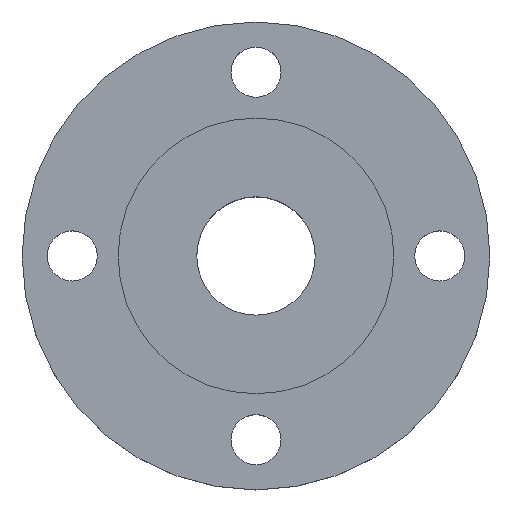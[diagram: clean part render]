
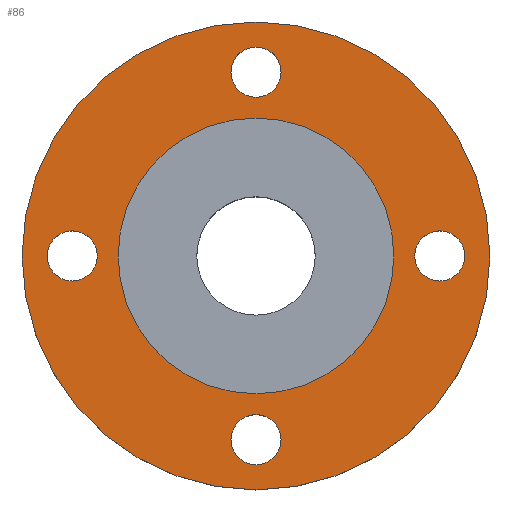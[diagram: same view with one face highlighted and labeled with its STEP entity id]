
A CAD part, top view. The second image highlights one B-rep face of the part: STEP entity #86.
In plain terms, the highlighted planar face has unit normal (0, 0, 1).
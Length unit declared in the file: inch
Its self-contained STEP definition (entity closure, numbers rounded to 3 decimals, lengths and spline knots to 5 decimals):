
#6 = AXIS2_PLACEMENT_3D ( 'NONE', #195, #184, #120 ) ;
#18 = CARTESIAN_POINT ( 'NONE',  ( 2.0625, 0., -0.0625 ) ) ;
#21 = ORIENTED_EDGE ( 'NONE', *, *, #186, .F. ) ;
#27 = FACE_BOUND ( 'NONE', #663, .T. ) ;
#29 = EDGE_CURVE ( 'NONE', #653, #105, #432, .T. ) ;
#39 = CARTESIAN_POINT ( 'NONE',  ( 0., -2.75, -0.0625 ) ) ;
#57 = AXIS2_PLACEMENT_3D ( 'NONE', #414, #694, #429 ) ;
#62 = ORIENTED_EDGE ( 'NONE', *, *, #273, .F. ) ;
#66 = CARTESIAN_POINT ( 'NONE',  ( 0.375, -2.75, -0.0625 ) ) ;
#70 = DIRECTION ( 'NONE',  ( 1., 0., 0. ) ) ;
#73 = EDGE_CURVE ( 'NONE', #746, #330, #422, .T. ) ;
#82 = EDGE_LOOP ( 'NONE', ( #846, #151 ) ) ;
#84 = FACE_OUTER_BOUND ( 'NONE', #82, .T. ) ;
#85 = CIRCLE ( 'NONE', #516, 0.375 ) ;
#86 = ADVANCED_FACE ( 'NONE', ( #764, #562, #229, #27, #352, #84 ), #633, .F. ) ;
#93 = DIRECTION ( 'NONE',  ( -1., 0., 0. ) ) ;
#102 = CARTESIAN_POINT ( 'NONE',  ( -2.375, 0., -0.0625 ) ) ;
#105 = VERTEX_POINT ( 'NONE', #485 ) ;
#119 = VERTEX_POINT ( 'NONE', #18 ) ;
#120 = DIRECTION ( 'NONE',  ( 1., 0., 0. ) ) ;
#140 = CIRCLE ( 'NONE', #495, 3.5 ) ;
#151 = ORIENTED_EDGE ( 'NONE', *, *, #311, .T. ) ;
#152 = DIRECTION ( 'NONE',  ( 0., 0., 1. ) ) ;
#156 = AXIS2_PLACEMENT_3D ( 'NONE', #228, #821, #93 ) ;
#161 = CARTESIAN_POINT ( 'NONE',  ( 0., -2.75, -0.0625 ) ) ;
#166 = AXIS2_PLACEMENT_3D ( 'NONE', #538, #254, #70 ) ;
#170 = CARTESIAN_POINT ( 'NONE',  ( 0., 2.75, -0.0625 ) ) ;
#172 = DIRECTION ( 'NONE',  ( 0., -1., 0. ) ) ;
#175 = CARTESIAN_POINT ( 'NONE',  ( -2.0625, 0., -0.0625 ) ) ;
#180 = ORIENTED_EDGE ( 'NONE', *, *, #564, .F. ) ;
#181 = DIRECTION ( 'NONE',  ( 0., 0., 1. ) ) ;
#184 = DIRECTION ( 'NONE',  ( 0., 0., 1. ) ) ;
#186 = EDGE_CURVE ( 'NONE', #333, #207, #85, .T. ) ;
#191 = VERTEX_POINT ( 'NONE', #175 ) ;
#195 = CARTESIAN_POINT ( 'NONE',  ( 0., 0., -0.0625 ) ) ;
#207 = VERTEX_POINT ( 'NONE', #705 ) ;
#215 = DIRECTION ( 'NONE',  ( 1., 0., 0. ) ) ;
#222 = EDGE_LOOP ( 'NONE', ( #558, #442 ) ) ;
#228 = CARTESIAN_POINT ( 'NONE',  ( 2.75, 0., -0.0625 ) ) ;
#229 = FACE_BOUND ( 'NONE', #222, .T. ) ;
#248 = ORIENTED_EDGE ( 'NONE', *, *, #337, .F. ) ;
#254 = DIRECTION ( 'NONE',  ( 0., 0., 1. ) ) ;
#267 = AXIS2_PLACEMENT_3D ( 'NONE', #783, #181, #453 ) ;
#273 = EDGE_CURVE ( 'NONE', #641, #850, #448, .T. ) ;
#275 = CARTESIAN_POINT ( 'NONE',  ( -0.375, 2.75, -0.0625 ) ) ;
#282 = AXIS2_PLACEMENT_3D ( 'NONE', #161, #283, #619 ) ;
#283 = DIRECTION ( 'NONE',  ( 0., 0., 1. ) ) ;
#305 = DIRECTION ( 'NONE',  ( 0., 0., 1. ) ) ;
#306 = EDGE_CURVE ( 'NONE', #330, #746, #586, .T. ) ;
#311 = EDGE_CURVE ( 'NONE', #815, #520, #812, .T. ) ;
#322 = EDGE_LOOP ( 'NONE', ( #180, #21 ) ) ;
#330 = VERTEX_POINT ( 'NONE', #66 ) ;
#333 = VERTEX_POINT ( 'NONE', #275 ) ;
#337 = EDGE_CURVE ( 'NONE', #119, #191, #492, .T. ) ;
#352 = FACE_BOUND ( 'NONE', #715, .T. ) ;
#367 = DIRECTION ( 'NONE',  ( 1., 0., 0. ) ) ;
#370 = DIRECTION ( 'NONE',  ( -1., 0., 0. ) ) ;
#372 = AXIS2_PLACEMENT_3D ( 'NONE', #757, #415, #215 ) ;
#381 = AXIS2_PLACEMENT_3D ( 'NONE', #39, #305, #569 ) ;
#382 = CIRCLE ( 'NONE', #712, 0.375 ) ;
#390 = DIRECTION ( 'NONE',  ( 0., 0., 1. ) ) ;
#392 = AXIS2_PLACEMENT_3D ( 'NONE', #796, #390, #741 ) ;
#397 = EDGE_CURVE ( 'NONE', #191, #119, #709, .T. ) ;
#414 = CARTESIAN_POINT ( 'NONE',  ( 2.75, 0., -0.0625 ) ) ;
#415 = DIRECTION ( 'NONE',  ( 0., 0., 1. ) ) ;
#422 = CIRCLE ( 'NONE', #282, 0.375 ) ;
#425 = ORIENTED_EDGE ( 'NONE', *, *, #397, .F. ) ;
#429 = DIRECTION ( 'NONE',  ( -1., 0., 0. ) ) ;
#432 = CIRCLE ( 'NONE', #57, 0.375 ) ;
#442 = ORIENTED_EDGE ( 'NONE', *, *, #73, .F. ) ;
#448 = CIRCLE ( 'NONE', #267, 0.375 ) ;
#453 = DIRECTION ( 'NONE',  ( 1., 0., 0. ) ) ;
#457 = EDGE_CURVE ( 'NONE', #105, #653, #532, .T. ) ;
#461 = CIRCLE ( 'NONE', #372, 0.375 ) ;
#464 = EDGE_CURVE ( 'NONE', #520, #815, #140, .T. ) ;
#484 = DIRECTION ( 'NONE',  ( 0., 0., 1. ) ) ;
#485 = CARTESIAN_POINT ( 'NONE',  ( 2.375, 0., -0.0625 ) ) ;
#492 = CIRCLE ( 'NONE', #166, 2.0625 ) ;
#495 = AXIS2_PLACEMENT_3D ( 'NONE', #816, #484, #367 ) ;
#502 = EDGE_CURVE ( 'NONE', #850, #641, #461, .T. ) ;
#511 = ORIENTED_EDGE ( 'NONE', *, *, #457, .F. ) ;
#516 = AXIS2_PLACEMENT_3D ( 'NONE', #170, #839, #172 ) ;
#520 = VERTEX_POINT ( 'NONE', #551 ) ;
#526 = CARTESIAN_POINT ( 'NONE',  ( -3.5, 0., -0.0625 ) ) ;
#532 = CIRCLE ( 'NONE', #156, 0.375 ) ;
#538 = CARTESIAN_POINT ( 'NONE',  ( 0., 0., -0.0625 ) ) ;
#551 = CARTESIAN_POINT ( 'NONE',  ( 3.5, 0., -0.0625 ) ) ;
#556 = CARTESIAN_POINT ( 'NONE',  ( 0., 2.75, -0.0625 ) ) ;
#558 = ORIENTED_EDGE ( 'NONE', *, *, #306, .F. ) ;
#562 = FACE_BOUND ( 'NONE', #661, .T. ) ;
#564 = EDGE_CURVE ( 'NONE', #207, #333, #382, .T. ) ;
#569 = DIRECTION ( 'NONE',  ( 0., 1., 0. ) ) ;
#586 = CIRCLE ( 'NONE', #381, 0.375 ) ;
#611 = CARTESIAN_POINT ( 'NONE',  ( 0., 2.0625, -0.0625 ) ) ;
#619 = DIRECTION ( 'NONE',  ( 0., 1., 0. ) ) ;
#625 = ORIENTED_EDGE ( 'NONE', *, *, #29, .F. ) ;
#633 = PLANE ( 'NONE',  #782 ) ;
#641 = VERTEX_POINT ( 'NONE', #102 ) ;
#653 = VERTEX_POINT ( 'NONE', #776 ) ;
#661 = EDGE_LOOP ( 'NONE', ( #625, #511 ) ) ;
#663 = EDGE_LOOP ( 'NONE', ( #62, #854 ) ) ;
#694 = DIRECTION ( 'NONE',  ( 0., 0., 1. ) ) ;
#705 = CARTESIAN_POINT ( 'NONE',  ( 0.375, 2.75, -0.0625 ) ) ;
#709 = CIRCLE ( 'NONE', #392, 2.0625 ) ;
#712 = AXIS2_PLACEMENT_3D ( 'NONE', #556, #152, #763 ) ;
#715 = EDGE_LOOP ( 'NONE', ( #248, #425 ) ) ;
#741 = DIRECTION ( 'NONE',  ( 1., 0., 0. ) ) ;
#746 = VERTEX_POINT ( 'NONE', #833 ) ;
#757 = CARTESIAN_POINT ( 'NONE',  ( -2.75, 0., -0.0625 ) ) ;
#763 = DIRECTION ( 'NONE',  ( 0., -1., 0. ) ) ;
#764 = FACE_BOUND ( 'NONE', #322, .T. ) ;
#776 = CARTESIAN_POINT ( 'NONE',  ( 3.125, 0., -0.0625 ) ) ;
#782 = AXIS2_PLACEMENT_3D ( 'NONE', #611, #825, #370 ) ;
#783 = CARTESIAN_POINT ( 'NONE',  ( -2.75, 0., -0.0625 ) ) ;
#787 = CARTESIAN_POINT ( 'NONE',  ( -3.125, 0., -0.0625 ) ) ;
#796 = CARTESIAN_POINT ( 'NONE',  ( 0., 0., -0.0625 ) ) ;
#812 = CIRCLE ( 'NONE', #6, 3.5 ) ;
#815 = VERTEX_POINT ( 'NONE', #526 ) ;
#816 = CARTESIAN_POINT ( 'NONE',  ( 0., 0., -0.0625 ) ) ;
#821 = DIRECTION ( 'NONE',  ( 0., 0., 1. ) ) ;
#825 = DIRECTION ( 'NONE',  ( 0., 0., -1. ) ) ;
#833 = CARTESIAN_POINT ( 'NONE',  ( -0.375, -2.75, -0.0625 ) ) ;
#839 = DIRECTION ( 'NONE',  ( 0., 0., 1. ) ) ;
#846 = ORIENTED_EDGE ( 'NONE', *, *, #464, .T. ) ;
#850 = VERTEX_POINT ( 'NONE', #787 ) ;
#854 = ORIENTED_EDGE ( 'NONE', *, *, #502, .F. ) ;
